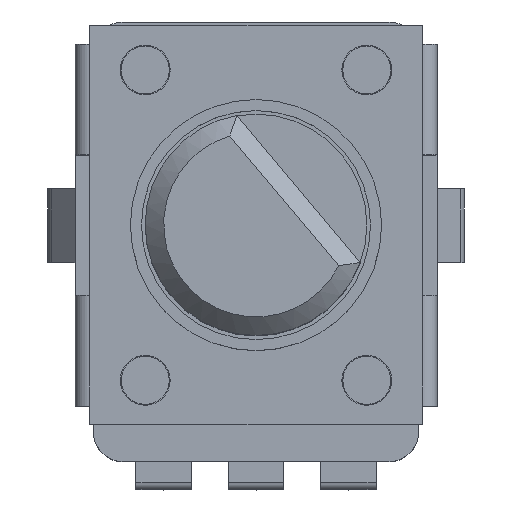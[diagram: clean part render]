
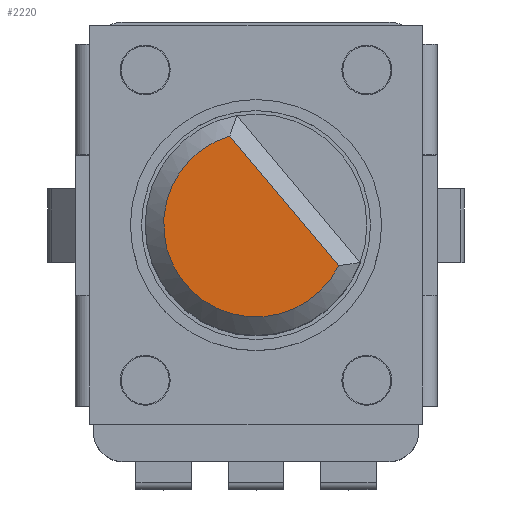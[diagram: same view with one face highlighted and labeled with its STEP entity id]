
A CAD part, top view. The second image highlights one B-rep face of the part: STEP entity #2220.
In plain terms, the highlighted face is planar.
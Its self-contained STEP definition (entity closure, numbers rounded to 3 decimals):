
#268 = AXIS2_PLACEMENT_3D ( 'NONE', #4403, #5787, #2467 ) ;
#674 = AXIS2_PLACEMENT_3D ( 'NONE', #2479, #4644, #2569 ) ;
#857 = EDGE_CURVE ( 'NONE', #2441, #2444, #8628, .T. ) ;
#943 = PLANE ( 'NONE',  #268 ) ;
#2108 = VECTOR ( 'NONE', #8900, 1000. ) ;
#2220 = ADVANCED_FACE ( 'NONE', ( #8079 ), #943, .F. ) ;
#2226 = EDGE_LOOP ( 'NONE', ( #8575, #6083 ) ) ;
#2441 = VERTEX_POINT ( 'NONE', #7141 ) ;
#2444 = VERTEX_POINT ( 'NONE', #7827 ) ;
#2467 = DIRECTION ( 'NONE',  ( 0., 0., 1. ) ) ;
#2479 = CARTESIAN_POINT ( 'NONE',  ( 0., 0., 0. ) ) ;
#2569 = DIRECTION ( 'NONE',  ( 0., 0., 1. ) ) ;
#3413 = CARTESIAN_POINT ( 'NONE',  ( 0., 0., 1. ) ) ;
#4403 = CARTESIAN_POINT ( 'NONE',  ( 0., 0., 0. ) ) ;
#4644 = DIRECTION ( 'NONE',  ( 0., 1., 0. ) ) ;
#5787 = DIRECTION ( 'NONE',  ( 0., 1., 0. ) ) ;
#6083 = ORIENTED_EDGE ( 'NONE', *, *, #857, .F. ) ;
#7141 = CARTESIAN_POINT ( 'NONE',  ( 2.291, 0., 1. ) ) ;
#7603 = LINE ( 'NONE', #3413, #2108 ) ;
#7827 = CARTESIAN_POINT ( 'NONE',  ( -2.291, 0., 1. ) ) ;
#8079 = FACE_OUTER_BOUND ( 'NONE', #2226, .T. ) ;
#8575 = ORIENTED_EDGE ( 'NONE', *, *, #9030, .F. ) ;
#8628 = CIRCLE ( 'NONE', #674, 2.5 ) ;
#8900 = DIRECTION ( 'NONE',  ( 1., 0., 0. ) ) ;
#9030 = EDGE_CURVE ( 'NONE', #2444, #2441, #7603, .T. ) ;
